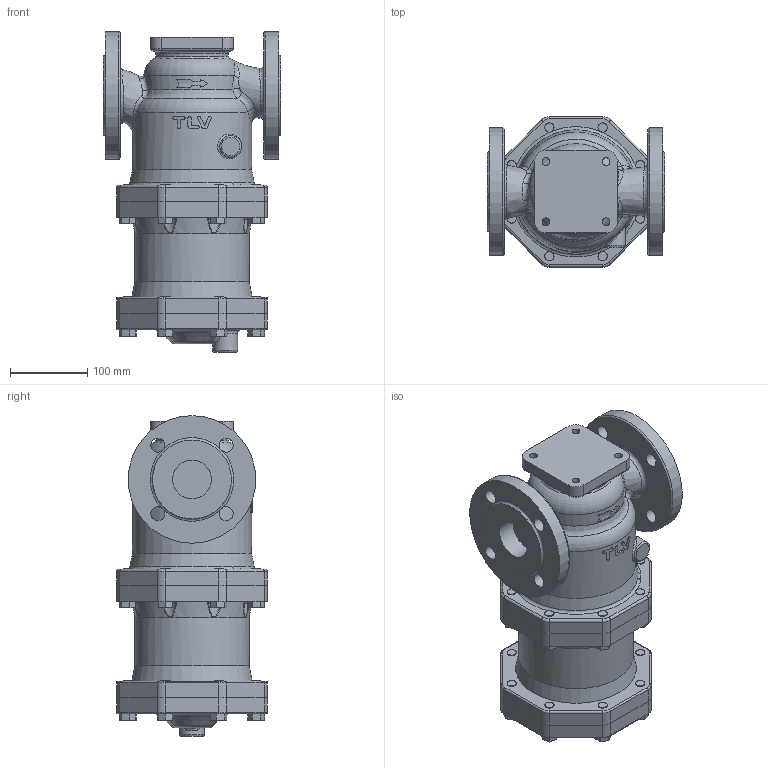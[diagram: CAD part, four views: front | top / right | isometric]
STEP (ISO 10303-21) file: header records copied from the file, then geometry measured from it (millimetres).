
FILE_DESCRIPTION(/* description */ (''),/* implementation_level */ '2;1');
FILE_NAME(/* name */ 'rcv16-050-e0025-00.stp',/* time_stamp */ '2018-11-13T07:36:07+09:00',/* author */ ('nakaot'),/* organization */ (''),/* preprocessor_version */ 'ST-DEVELOPER v15.6',/* originating_system */ 'Autodesk Inventor 2015',/* authorisation */ '');
FILE_SCHEMA (('CONFIG_CONTROL_DESIGN'));
Length unit declared in the file: millimetre
Products named in the file (1): rcv16-050-e0025-00
Bounding box: 230 x 195 x 414.7 mm (x, y, z)
Volume: 8429373.1 mm3; surface area: 525215.4 mm2
Topology: 1 solids, 1 shells, 531 faces, 1343 edges, 844 vertices
Faces by surface type: plane 218, cylinder 150, bspline 98, torus 53, cone 12
Full cylindrical faces by diameter (mm): 10.106 x4, 12 x32, 14 x16, 17.475 x1, 18 x8, 32 x1, 50 x2, 85.087 x1, 94 x1, 94.676 x1, 148 x1, 154 x1, 165 x2
Entity records: 19867 total; most frequent: CARTESIAN_POINT 8044, ORIENTED_EDGE 2388, DIRECTION 2308, EDGE_CURVE 1194, AXIS2_PLACEMENT_3D 900, VERTEX_POINT 799, EDGE_LOOP 721, FACE_OUTER_BOUND 531
